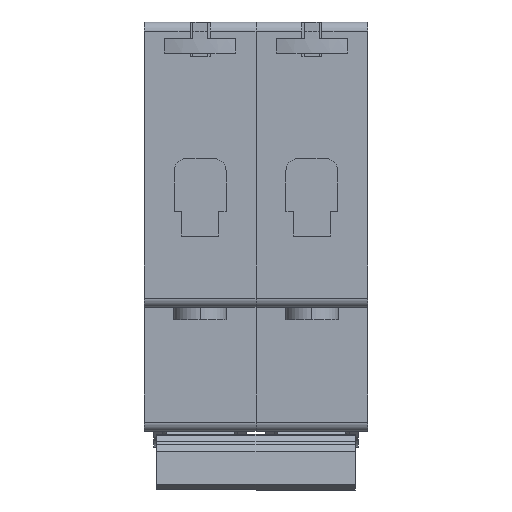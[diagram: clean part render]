
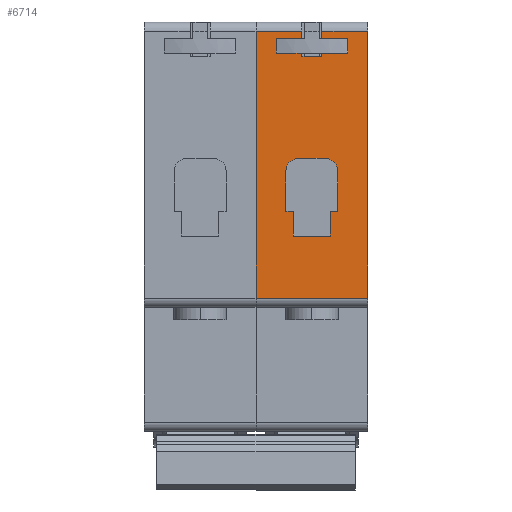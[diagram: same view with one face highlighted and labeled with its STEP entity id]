
A CAD part, front view. The second image highlights one B-rep face of the part: STEP entity #6714.
In plain terms, the highlighted planar face has unit normal (0, -1, 0).
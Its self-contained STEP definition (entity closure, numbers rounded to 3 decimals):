
#13 = ORIENTED_EDGE ( 'NONE', *, *, #7420, .T. ) ;
#150 = VERTEX_POINT ( 'NONE', #4977 ) ;
#218 = EDGE_CURVE ( 'NONE', #4693, #6753, #1272, .T. ) ;
#265 = VERTEX_POINT ( 'NONE', #2429 ) ;
#317 = VECTOR ( 'NONE', #5309, 1000. ) ;
#335 = ORIENTED_EDGE ( 'NONE', *, *, #8602, .T. ) ;
#343 = EDGE_CURVE ( 'NONE', #265, #6378, #4008, .T. ) ;
#462 = VERTEX_POINT ( 'NONE', #4592 ) ;
#472 = DIRECTION ( 'NONE',  ( 0., 0., -1. ) ) ;
#552 = DIRECTION ( 'NONE',  ( 0., 0., -1. ) ) ;
#619 = DIRECTION ( 'NONE',  ( 1., 0., 0. ) ) ;
#690 = VERTEX_POINT ( 'NONE', #3139 ) ;
#772 = ORIENTED_EDGE ( 'NONE', *, *, #4992, .T. ) ;
#978 = EDGE_CURVE ( 'NONE', #1624, #150, #1363, .T. ) ;
#1007 = ORIENTED_EDGE ( 'NONE', *, *, #5718, .F. ) ;
#1018 = VERTEX_POINT ( 'NONE', #4775 ) ;
#1023 = PLANE ( 'NONE',  #1796 ) ;
#1164 = VECTOR ( 'NONE', #6787, 1000. ) ;
#1186 = VECTOR ( 'NONE', #2105, 1000. ) ;
#1272 = CIRCLE ( 'NONE', #5295, 2. ) ;
#1281 = CARTESIAN_POINT ( 'NONE',  ( 9., -39., -9.5 ) ) ;
#1302 = FACE_OUTER_BOUND ( 'NONE', #3496, .T. ) ;
#1307 = EDGE_LOOP ( 'NONE', ( #4584, #3258, #8473, #5676, #7720, #5856, #8321, #335, #8157, #6597 ) ) ;
#1342 = EDGE_CURVE ( 'NONE', #3413, #1018, #5991, .T. ) ;
#1363 = LINE ( 'NONE', #1393, #1164 ) ;
#1389 = CARTESIAN_POINT ( 'NONE',  ( -4.175, -39., 11. ) ) ;
#1393 = CARTESIAN_POINT ( 'NONE',  ( 1.6, -39., 5.663 ) ) ;
#1414 = VECTOR ( 'NONE', #619, 1000. ) ;
#1559 = VECTOR ( 'NONE', #2868, 1000. ) ;
#1624 = VERTEX_POINT ( 'NONE', #2912 ) ;
#1625 = CARTESIAN_POINT ( 'NONE',  ( -9., -39., 33.5 ) ) ;
#1701 = DIRECTION ( 'NONE',  ( 0., 0., -1. ) ) ;
#1711 = CARTESIAN_POINT ( 'NONE',  ( -2.175, -39., 11. ) ) ;
#1796 = AXIS2_PLACEMENT_3D ( 'NONE', #8394, #5731, #1701 ) ;
#1814 = DIRECTION ( 'NONE',  ( 0., 0., 1. ) ) ;
#1868 = DIRECTION ( 'NONE',  ( 0., 0., -1. ) ) ;
#1952 = EDGE_CURVE ( 'NONE', #3303, #265, #2597, .T. ) ;
#2105 = DIRECTION ( 'NONE',  ( 0., 0., -1. ) ) ;
#2117 = LINE ( 'NONE', #3243, #317 ) ;
#2280 = DIRECTION ( 'NONE',  ( -1., 0., 0. ) ) ;
#2385 = CARTESIAN_POINT ( 'NONE',  ( -2.175, -39., 13. ) ) ;
#2397 = CARTESIAN_POINT ( 'NONE',  ( -1.6, -39., 33.5 ) ) ;
#2398 = DIRECTION ( 'NONE',  ( 0., 0., 1. ) ) ;
#2429 = CARTESIAN_POINT ( 'NONE',  ( -9., -39., 33.5 ) ) ;
#2597 = LINE ( 'NONE', #7642, #4393 ) ;
#2618 = VERTEX_POINT ( 'NONE', #7801 ) ;
#2673 = DIRECTION ( 'NONE',  ( 1., 0., 0. ) ) ;
#2868 = DIRECTION ( 'NONE',  ( 0., 0., 1. ) ) ;
#2890 = EDGE_CURVE ( 'NONE', #690, #3255, #7747, .T. ) ;
#2912 = CARTESIAN_POINT ( 'NONE',  ( 1.6, -39., 29.5 ) ) ;
#2942 = VECTOR ( 'NONE', #552, 1000. ) ;
#3089 = FACE_BOUND ( 'NONE', #1307, .T. ) ;
#3139 = CARTESIAN_POINT ( 'NONE',  ( 2.175, -39., 13. ) ) ;
#3162 = CARTESIAN_POINT ( 'NONE',  ( -1.6, -39., 5.663 ) ) ;
#3243 = CARTESIAN_POINT ( 'NONE',  ( -1.6, -39., 29.5 ) ) ;
#3255 = VERTEX_POINT ( 'NONE', #6397 ) ;
#3258 = ORIENTED_EDGE ( 'NONE', *, *, #4277, .T. ) ;
#3303 = VERTEX_POINT ( 'NONE', #2397 ) ;
#3413 = VERTEX_POINT ( 'NONE', #5509 ) ;
#3486 = CARTESIAN_POINT ( 'NONE',  ( -1.6, -39., 29.5 ) ) ;
#3496 = EDGE_LOOP ( 'NONE', ( #8077, #8734, #772, #6780, #7021, #13, #1007, #6401 ) ) ;
#3580 = EDGE_CURVE ( 'NONE', #2618, #150, #4667, .T. ) ;
#3600 = LINE ( 'NONE', #6815, #1186 ) ;
#3605 = VECTOR ( 'NONE', #7623, 1000. ) ;
#3904 = EDGE_CURVE ( 'NONE', #5959, #462, #6312, .T. ) ;
#3989 = VECTOR ( 'NONE', #6395, 1000. ) ;
#4007 = CARTESIAN_POINT ( 'NONE',  ( 3., -39., 4.5 ) ) ;
#4008 = LINE ( 'NONE', #7881, #7600 ) ;
#4011 = CARTESIAN_POINT ( 'NONE',  ( 2.175, -39., 11. ) ) ;
#4092 = DIRECTION ( 'NONE',  ( -1., 0., 0. ) ) ;
#4143 = VERTEX_POINT ( 'NONE', #3486 ) ;
#4277 = EDGE_CURVE ( 'NONE', #6733, #3413, #6724, .T. ) ;
#4393 = VECTOR ( 'NONE', #6277, 1000. ) ;
#4415 = CARTESIAN_POINT ( 'NONE',  ( -3., -39., 0.5 ) ) ;
#4578 = LINE ( 'NONE', #6087, #5950 ) ;
#4584 = ORIENTED_EDGE ( 'NONE', *, *, #7324, .T. ) ;
#4592 = CARTESIAN_POINT ( 'NONE',  ( 3., -39., 0.5 ) ) ;
#4667 = LINE ( 'NONE', #1625, #8468 ) ;
#4687 = DIRECTION ( 'NONE',  ( 0., 0., 1. ) ) ;
#4693 = VERTEX_POINT ( 'NONE', #1389 ) ;
#4775 = CARTESIAN_POINT ( 'NONE',  ( -4.175, -39., 4.5 ) ) ;
#4862 = LINE ( 'NONE', #5464, #8247 ) ;
#4974 = LINE ( 'NONE', #8710, #8565 ) ;
#4977 = CARTESIAN_POINT ( 'NONE',  ( 1.6, -39., 33.5 ) ) ;
#4992 = EDGE_CURVE ( 'NONE', #4143, #3303, #8408, .T. ) ;
#5216 = LINE ( 'NONE', #8688, #1414 ) ;
#5278 = CARTESIAN_POINT ( 'NONE',  ( 3., -39., 0.5 ) ) ;
#5295 = AXIS2_PLACEMENT_3D ( 'NONE', #1711, #6428, #2398 ) ;
#5309 = DIRECTION ( 'NONE',  ( -1., 0., 0. ) ) ;
#5464 = CARTESIAN_POINT ( 'NONE',  ( -4.175, -39., 4.5 ) ) ;
#5509 = CARTESIAN_POINT ( 'NONE',  ( -3., -39., 4.5 ) ) ;
#5610 = CARTESIAN_POINT ( 'NONE',  ( -3., -39., 0.5 ) ) ;
#5676 = ORIENTED_EDGE ( 'NONE', *, *, #7175, .T. ) ;
#5718 = EDGE_CURVE ( 'NONE', #2618, #8445, #8277, .T. ) ;
#5731 = DIRECTION ( 'NONE',  ( 0., -1., 0. ) ) ;
#5856 = ORIENTED_EDGE ( 'NONE', *, *, #5933, .T. ) ;
#5878 = AXIS2_PLACEMENT_3D ( 'NONE', #4011, #8722, #4687 ) ;
#5906 = CARTESIAN_POINT ( 'NONE',  ( 9., -39., -11. ) ) ;
#5933 = EDGE_CURVE ( 'NONE', #6753, #690, #5216, .T. ) ;
#5950 = VECTOR ( 'NONE', #4092, 1000. ) ;
#5959 = VERTEX_POINT ( 'NONE', #4007 ) ;
#5991 = LINE ( 'NONE', #7754, #3989 ) ;
#6032 = EDGE_CURVE ( 'NONE', #6739, #5959, #4578, .T. ) ;
#6087 = CARTESIAN_POINT ( 'NONE',  ( 3., -39., 4.5 ) ) ;
#6127 = DIRECTION ( 'NONE',  ( 0., 0., 1. ) ) ;
#6257 = CARTESIAN_POINT ( 'NONE',  ( -3., -39., 0.5 ) ) ;
#6277 = DIRECTION ( 'NONE',  ( -1., 0., 0. ) ) ;
#6312 = LINE ( 'NONE', #5278, #2942 ) ;
#6378 = VERTEX_POINT ( 'NONE', #6448 ) ;
#6395 = DIRECTION ( 'NONE',  ( -1., 0., 0. ) ) ;
#6397 = CARTESIAN_POINT ( 'NONE',  ( 4.175, -39., 11. ) ) ;
#6401 = ORIENTED_EDGE ( 'NONE', *, *, #3580, .T. ) ;
#6428 = DIRECTION ( 'NONE',  ( 0., 1., 0. ) ) ;
#6448 = CARTESIAN_POINT ( 'NONE',  ( -9., -39., -9.5 ) ) ;
#6597 = ORIENTED_EDGE ( 'NONE', *, *, #3904, .T. ) ;
#6693 = VECTOR ( 'NONE', #1868, 1000. ) ;
#6714 = ADVANCED_FACE ( 'NONE', ( #1302, #3089 ), #1023, .T. ) ;
#6724 = LINE ( 'NONE', #6257, #1559 ) ;
#6733 = VERTEX_POINT ( 'NONE', #4415 ) ;
#6739 = VERTEX_POINT ( 'NONE', #7095 ) ;
#6753 = VERTEX_POINT ( 'NONE', #2385 ) ;
#6780 = ORIENTED_EDGE ( 'NONE', *, *, #1952, .T. ) ;
#6787 = DIRECTION ( 'NONE',  ( 0., 0., 1. ) ) ;
#6815 = CARTESIAN_POINT ( 'NONE',  ( 4.175, -39., 4.5 ) ) ;
#7021 = ORIENTED_EDGE ( 'NONE', *, *, #343, .T. ) ;
#7095 = CARTESIAN_POINT ( 'NONE',  ( 4.175, -39., 4.5 ) ) ;
#7175 = EDGE_CURVE ( 'NONE', #1018, #4693, #4862, .T. ) ;
#7200 = LINE ( 'NONE', #5610, #3605 ) ;
#7324 = EDGE_CURVE ( 'NONE', #462, #6733, #7200, .T. ) ;
#7420 = EDGE_CURVE ( 'NONE', #6378, #8445, #4974, .T. ) ;
#7600 = VECTOR ( 'NONE', #472, 1000. ) ;
#7623 = DIRECTION ( 'NONE',  ( -1., 0., 0. ) ) ;
#7642 = CARTESIAN_POINT ( 'NONE',  ( -9., -39., 33.5 ) ) ;
#7720 = ORIENTED_EDGE ( 'NONE', *, *, #218, .T. ) ;
#7747 = CIRCLE ( 'NONE', #5878, 2. ) ;
#7754 = CARTESIAN_POINT ( 'NONE',  ( -4.175, -39., 4.5 ) ) ;
#7801 = CARTESIAN_POINT ( 'NONE',  ( 9., -39., 33.5 ) ) ;
#7881 = CARTESIAN_POINT ( 'NONE',  ( -9., -39., -11. ) ) ;
#8046 = EDGE_CURVE ( 'NONE', #1624, #4143, #2117, .T. ) ;
#8077 = ORIENTED_EDGE ( 'NONE', *, *, #978, .F. ) ;
#8157 = ORIENTED_EDGE ( 'NONE', *, *, #6032, .T. ) ;
#8188 = VECTOR ( 'NONE', #1814, 1000. ) ;
#8247 = VECTOR ( 'NONE', #6127, 1000. ) ;
#8277 = LINE ( 'NONE', #5906, #6693 ) ;
#8321 = ORIENTED_EDGE ( 'NONE', *, *, #2890, .T. ) ;
#8394 = CARTESIAN_POINT ( 'NONE',  ( -9., -39., -11. ) ) ;
#8408 = LINE ( 'NONE', #3162, #8188 ) ;
#8445 = VERTEX_POINT ( 'NONE', #1281 ) ;
#8468 = VECTOR ( 'NONE', #2280, 1000. ) ;
#8473 = ORIENTED_EDGE ( 'NONE', *, *, #1342, .T. ) ;
#8565 = VECTOR ( 'NONE', #2673, 1000. ) ;
#8602 = EDGE_CURVE ( 'NONE', #3255, #6739, #3600, .T. ) ;
#8688 = CARTESIAN_POINT ( 'NONE',  ( -2.175, -39., 13. ) ) ;
#8710 = CARTESIAN_POINT ( 'NONE',  ( -9., -39., -9.5 ) ) ;
#8722 = DIRECTION ( 'NONE',  ( 0., 1., 0. ) ) ;
#8734 = ORIENTED_EDGE ( 'NONE', *, *, #8046, .T. ) ;
